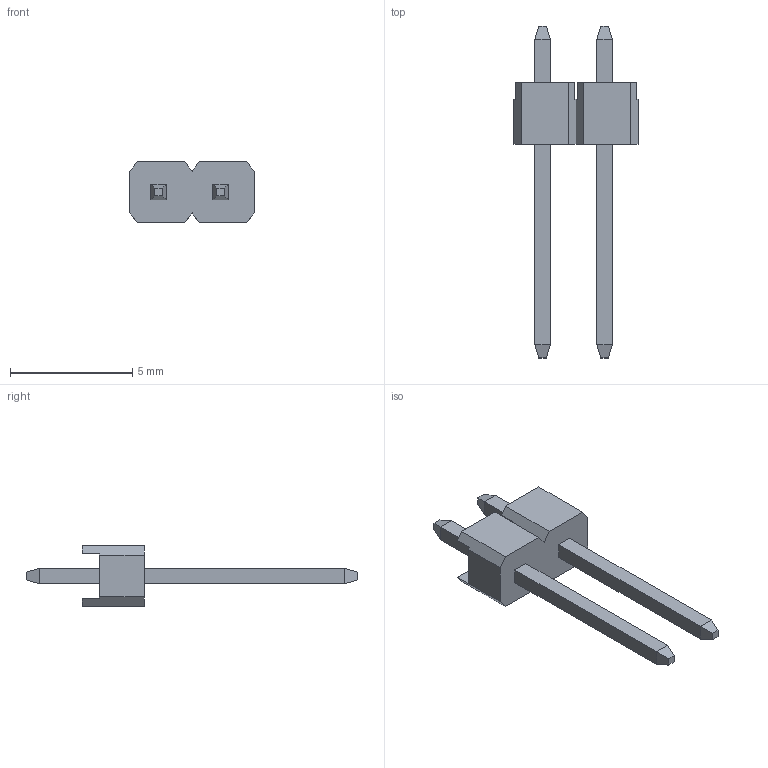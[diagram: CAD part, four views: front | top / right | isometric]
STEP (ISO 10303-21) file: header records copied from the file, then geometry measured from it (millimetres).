
FILE_DESCRIPTION(('STEP AP214'),'1');
FILE_NAME(' ',' ',('TraceParts'),('TraceParts S.A.'),'XStep 1.0',' ',' ');
FILE_SCHEMA(('automotive_design'));
Length unit declared in the file: millimetre
Products named in the file (1): 1
Bounding box: 5.08 x 13.6 x 2.5 mm (x, y, z)
Volume: 33.7 mm3; surface area: 124.5 mm2
Topology: 1 solids, 1 shells, 60 faces, 146 edges, 92 vertices
Faces by surface type: plane 60
Entity records: 3388 total; most frequent: CARTESIAN_POINT 299, STYLED_ITEM 298, PRESENTATION_STYLE_ASSIGNMENT 298, COLOUR_RGB 298, ORIENTED_EDGE 292, DIRECTION 268, EDGE_CURVE 146, CURVE_STYLE 146
